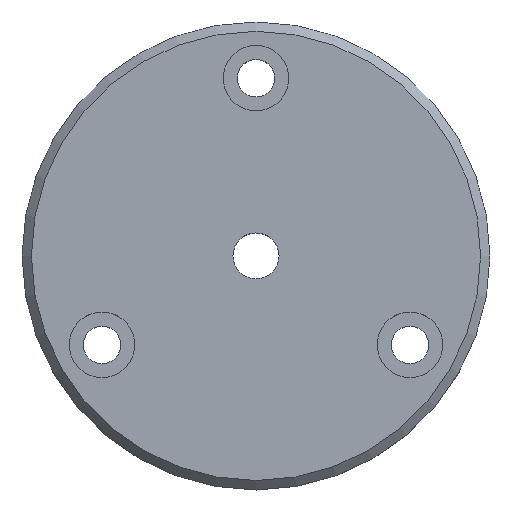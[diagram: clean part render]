
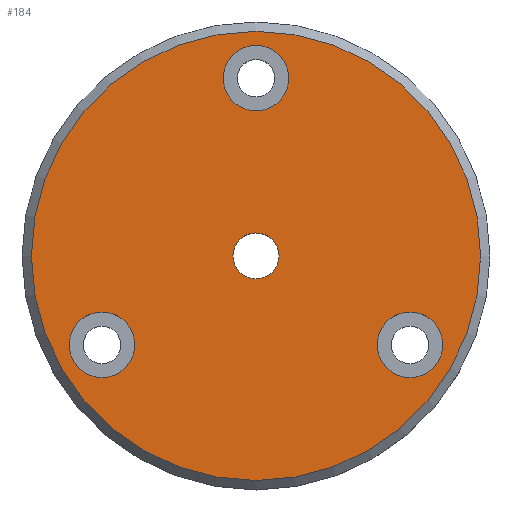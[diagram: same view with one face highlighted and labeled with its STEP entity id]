
A CAD part, top view. The second image highlights one B-rep face of the part: STEP entity #184.
In plain terms, the highlighted planar face has unit normal (0, 0, 1).
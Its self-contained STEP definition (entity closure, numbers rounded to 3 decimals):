
#15=PLANE('',#203);
#30=FACE_BOUND('',#67,.T.);
#31=FACE_BOUND('',#68,.T.);
#32=FACE_BOUND('',#69,.T.);
#33=FACE_BOUND('',#70,.T.);
#50=FACE_OUTER_BOUND('',#66,.T.);
#66=EDGE_LOOP('',(#151));
#67=EDGE_LOOP('',(#152));
#68=EDGE_LOOP('',(#153));
#69=EDGE_LOOP('',(#154));
#70=EDGE_LOOP('',(#155));
#97=CIRCLE('',#200,24.);
#99=CIRCLE('',#204,2.459);
#100=CIRCLE('',#205,3.5);
#101=CIRCLE('',#206,3.5);
#102=CIRCLE('',#207,3.5);
#114=VERTEX_POINT('',#297);
#116=VERTEX_POINT('',#303);
#117=VERTEX_POINT('',#305);
#118=VERTEX_POINT('',#307);
#119=VERTEX_POINT('',#309);
#131=EDGE_CURVE('',#114,#114,#97,.T.);
#133=EDGE_CURVE('',#116,#116,#99,.T.);
#134=EDGE_CURVE('',#117,#117,#100,.T.);
#135=EDGE_CURVE('',#118,#118,#101,.T.);
#136=EDGE_CURVE('',#119,#119,#102,.T.);
#151=ORIENTED_EDGE('',*,*,#131,.F.);
#152=ORIENTED_EDGE('',*,*,#133,.T.);
#153=ORIENTED_EDGE('',*,*,#134,.T.);
#154=ORIENTED_EDGE('',*,*,#135,.T.);
#155=ORIENTED_EDGE('',*,*,#136,.T.);
#184=ADVANCED_FACE('',(#50,#30,#31,#32,#33),#15,.T.);
#200=AXIS2_PLACEMENT_3D('',#298,#235,#236);
#203=AXIS2_PLACEMENT_3D('',#302,#241,#242);
#204=AXIS2_PLACEMENT_3D('',#304,#243,#244);
#205=AXIS2_PLACEMENT_3D('',#306,#245,#246);
#206=AXIS2_PLACEMENT_3D('',#308,#247,#248);
#207=AXIS2_PLACEMENT_3D('',#310,#249,#250);
#235=DIRECTION('center_axis',(0.,0.,-1.));
#236=DIRECTION('ref_axis',(-1.,0.,0.));
#241=DIRECTION('center_axis',(0.,0.,1.));
#242=DIRECTION('ref_axis',(1.,0.,0.));
#243=DIRECTION('center_axis',(0.,0.,-1.));
#244=DIRECTION('ref_axis',(1.,0.,0.));
#245=DIRECTION('center_axis',(0.,0.,-1.));
#246=DIRECTION('ref_axis',(1.,0.,0.));
#247=DIRECTION('center_axis',(0.,0.,-1.));
#248=DIRECTION('ref_axis',(1.,0.,0.));
#249=DIRECTION('center_axis',(0.,0.,-1.));
#250=DIRECTION('ref_axis',(1.,0.,0.));
#297=CARTESIAN_POINT('',(24.,0.,10.));
#298=CARTESIAN_POINT('Origin',(0.,0.,10.));
#302=CARTESIAN_POINT('Origin',(0.,0.,
10.));
#303=CARTESIAN_POINT('',(2.459,0.,10.));
#304=CARTESIAN_POINT('Origin',(0.,0.,10.));
#305=CARTESIAN_POINT('',(19.954,-9.5,10.));
#306=CARTESIAN_POINT('Origin',(16.454,-9.5,10.));
#307=CARTESIAN_POINT('',(3.5,19.,10.));
#308=CARTESIAN_POINT('Origin',(0.,19.,10.));
#309=CARTESIAN_POINT('',(-12.954,-9.5,10.));
#310=CARTESIAN_POINT('Origin',(-16.454,-9.5,10.));
